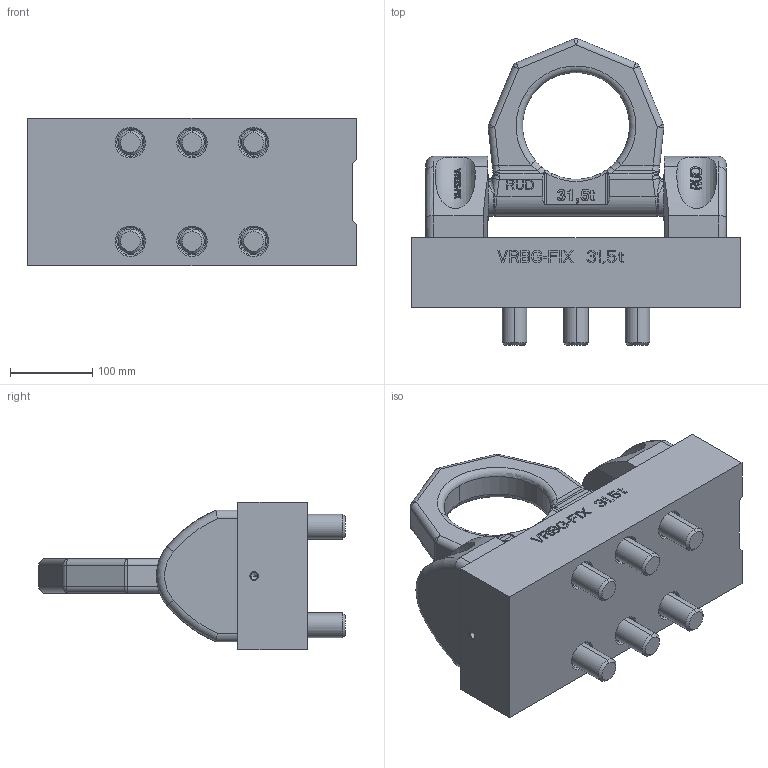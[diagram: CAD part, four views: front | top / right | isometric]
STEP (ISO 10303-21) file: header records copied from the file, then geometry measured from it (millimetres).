
FILE_DESCRIPTION((''),'2;1');
FILE_NAME('001-M36075-P200_ASM','2019-08-13T',('Roland.Jakubetz'),(''),'PRO/ENGINEER BY PARAMETRIC TECHNOLOGY CORPORATION, 2011490','PRO/ENGINEER BY PARAMETRIC TECHNOLOGY CORPORATION, 2011490','');
FILE_SCHEMA(('CONFIG_CONTROL_DESIGN'));
Length unit declared in the file: millimetre
Products named in the file (6): 001-M31667-RT1_AF0; 001-M31116-P-3; 001-M33752-P10; 001-M35244-P-1; 001-M33752-P1_ASM; 001-M36075-P200_ASM
Assembly tree (11 placements, depth 3):
  001-M36075-P200_ASM
    001-M31667-RT1_AF0
    001-M31116-P-3  x6
    001-M33752-P1_ASM
      001-M33752-P10  x2
      001-M35244-P-1
Bounding box: 400 x 373.32 x 180 mm (x, y, z)
Volume: 8892297.5 mm3; surface area: 631080.1 mm2
Topology: 10 solids, 10 shells, 1528 faces, 4094 edges, 2670 vertices
Faces by surface type: plane 1133, cylinder 123, extrusion 96, torus 62, cone 52, bspline 52, sphere 10
Entity records: 39629 total; most frequent: CARTESIAN_POINT 11430, ORIENTED_EDGE 6290, DIRECTION 4970, EDGE_CURVE 3145, VECTOR 2190, LINE 2094, VERTEX_POINT 2050, AXIS2_PLACEMENT_3D 1390
